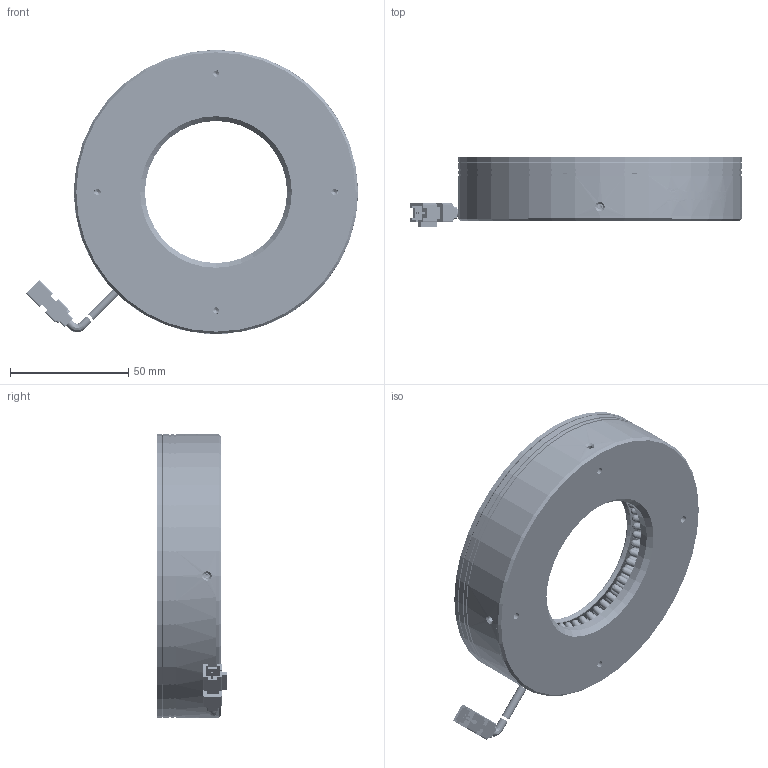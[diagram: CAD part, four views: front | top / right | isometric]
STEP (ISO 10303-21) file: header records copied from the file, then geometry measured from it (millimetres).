
FILE_DESCRIPTION (( 'STEP AP214' ), '1' );
FILE_NAME ('660008-W.STEP', '2019-03-24T02:12:52', ( 'user' ), ( '微软中国' ), 'SwSTEP 2.0', 'SolidWorks 2016', '' );
FILE_SCHEMA (( 'AUTOMOTIVE_DESIGN' ));
Length unit declared in the file: millimetre
Products named in the file (1): 660008-W
Bounding box: 140.26 x 29.45 x 120 mm (x, y, z)
Volume: 123170.3 mm3; surface area: 110533.4 mm2
Topology: 321 solids, 321 shells, 5663 faces, 13448 edges, 8759 vertices
Faces by surface type: plane 3870, cylinder 1401, bspline 328, cone 64
Entity records: 229580 total; most frequent: CARTESIAN_POINT 34558, DIRECTION 26780, ORIENTED_EDGE 25604, EDGE_CURVE 12802, VECTOR 9206, LINE 9206, AXIS2_PLACEMENT_3D 8787, VERTEX_POINT 8759
